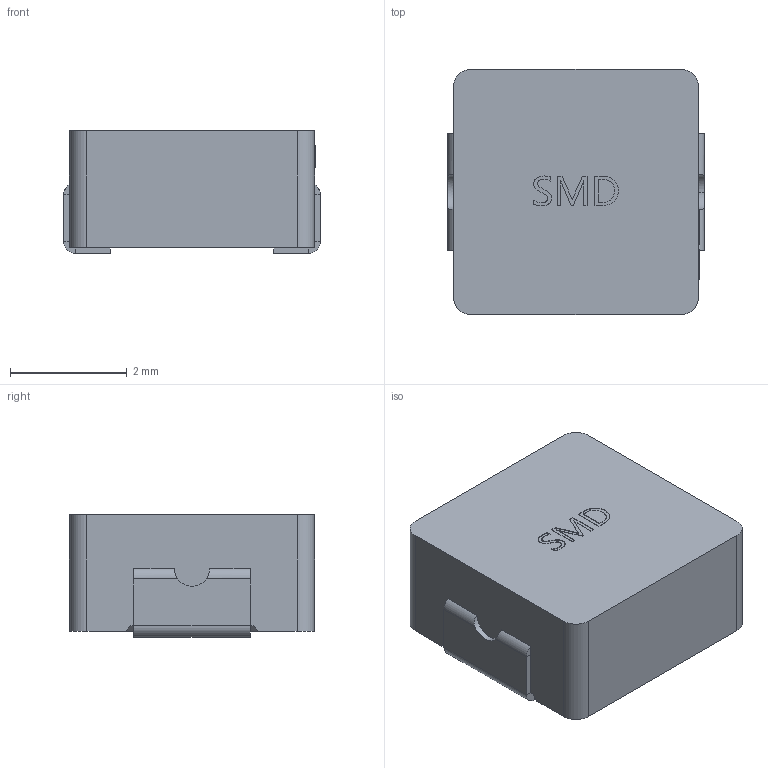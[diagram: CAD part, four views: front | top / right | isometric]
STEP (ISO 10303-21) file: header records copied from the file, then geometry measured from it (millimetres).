
FILE_DESCRIPTION (( 'STEP AP214' ), '1' );
FILE_NAME ('IND-SMD_L4.2-W4.4-H2.0.step', '2022-07-09T00:17:55', ( '' ), ( '' ), 'SwSTEP 2.0', 'SolidWorks 2020', '' );
FILE_SCHEMA (( 'AUTOMOTIVE_DESIGN' ));
Length unit declared in the file: millimetre
Products named in the file (1): IND-SMD_L4.2-W4.4-H2.0
Bounding box: 4.4 x 4.2 x 2.1 mm (x, y, z)
Volume: 35.7 mm3; surface area: 70.7 mm2
Topology: 1 solids, 1 shells, 382 faces, 1034 edges, 684 vertices
Faces by surface type: plane 235, bspline 134, cylinder 13
Entity records: 18396 total; most frequent: CARTESIAN_POINT 5463, ORIENTED_EDGE 2068, DIRECTION 1278, EDGE_CURVE 1034, LINE 736, VECTOR 736, VERTEX_POINT 684, EDGE_LOOP 412
